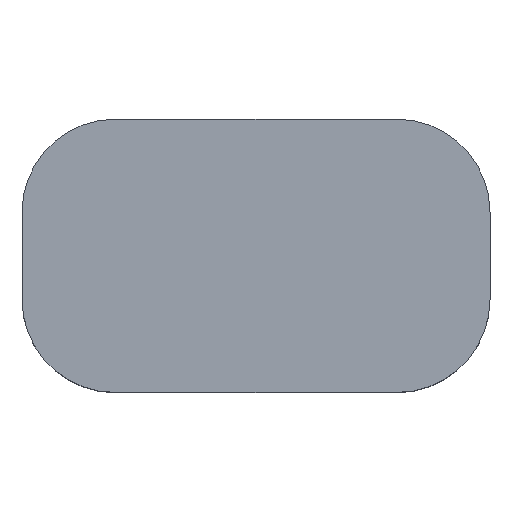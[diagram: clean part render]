
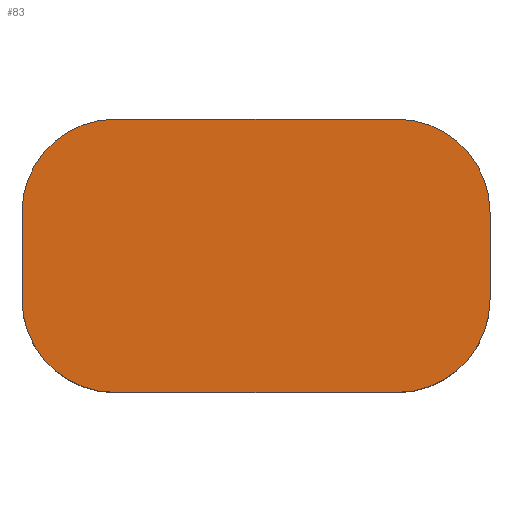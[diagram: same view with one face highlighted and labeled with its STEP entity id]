
A CAD part, top view. The second image highlights one B-rep face of the part: STEP entity #83.
In plain terms, the highlighted planar face has unit normal (0, 0, 1).
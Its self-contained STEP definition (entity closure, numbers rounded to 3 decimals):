
#5 = VECTOR ( 'NONE', #301, 1000. ) ;
#7 = AXIS2_PLACEMENT_3D ( 'NONE', #92, #252, #96 ) ;
#12 = DIRECTION ( 'NONE',  ( -1., 0., 0. ) ) ;
#20 = VERTEX_POINT ( 'NONE', #293 ) ;
#21 = DIRECTION ( 'NONE',  ( 0., 1., 0. ) ) ;
#22 = AXIS2_PLACEMENT_3D ( 'NONE', #26, #206, #75 ) ;
#24 = CIRCLE ( 'NONE', #199, 0.5 ) ;
#26 = CARTESIAN_POINT ( 'NONE',  ( 2.018, 0.5, 1. ) ) ;
#33 = FACE_OUTER_BOUND ( 'NONE', #177, .T. ) ;
#37 = DIRECTION ( 'NONE',  ( -1., 0., 0. ) ) ;
#38 = DIRECTION ( 'NONE',  ( 0., 0., -1. ) ) ;
#48 = LINE ( 'NONE', #126, #116 ) ;
#50 = EDGE_CURVE ( 'NONE', #314, #275, #102, .T. ) ;
#51 = DIRECTION ( 'NONE',  ( 0., 0., 1. ) ) ;
#55 = CARTESIAN_POINT ( 'NONE',  ( 0., 0.97, 1. ) ) ;
#64 = CARTESIAN_POINT ( 'NONE',  ( 2.018, 0.97, 1. ) ) ;
#67 = ORIENTED_EDGE ( 'NONE', *, *, #192, .T. ) ;
#70 = CARTESIAN_POINT ( 'NONE',  ( 2.018, 1.47, 1. ) ) ;
#72 = ORIENTED_EDGE ( 'NONE', *, *, #283, .T. ) ;
#75 = DIRECTION ( 'NONE',  ( -1., 0., 0. ) ) ;
#81 = VECTOR ( 'NONE', #285, 1000. ) ;
#82 = VERTEX_POINT ( 'NONE', #200 ) ;
#83 = ADVANCED_FACE ( 'NONE', ( #33 ), #270, .F. ) ;
#85 = ORIENTED_EDGE ( 'NONE', *, *, #255, .T. ) ;
#92 = CARTESIAN_POINT ( 'NONE',  ( 0.5, 0.97, 1. ) ) ;
#96 = DIRECTION ( 'NONE',  ( -1., 0., 0. ) ) ;
#99 = CARTESIAN_POINT ( 'NONE',  ( 2.518, 0.97, 1. ) ) ;
#100 = CARTESIAN_POINT ( 'NONE',  ( 0., 0.5, 1. ) ) ;
#102 = LINE ( 'NONE', #112, #5 ) ;
#106 = LINE ( 'NONE', #336, #81 ) ;
#112 = CARTESIAN_POINT ( 'NONE',  ( 0., 0.5, 1. ) ) ;
#116 = VECTOR ( 'NONE', #341, 1000. ) ;
#122 = CIRCLE ( 'NONE', #7, 0.5 ) ;
#126 = CARTESIAN_POINT ( 'NONE',  ( 0.5, 0., 1. ) ) ;
#136 = CARTESIAN_POINT ( 'NONE',  ( 0.5, 0.5, 1. ) ) ;
#142 = CIRCLE ( 'NONE', #221, 0.5 ) ;
#144 = CARTESIAN_POINT ( 'NONE',  ( 0.5, 0.5, 1. ) ) ;
#162 = VERTEX_POINT ( 'NONE', #218 ) ;
#174 = EDGE_CURVE ( 'NONE', #342, #197, #142, .T. ) ;
#177 = EDGE_LOOP ( 'NONE', ( #85, #268, #329, #231, #72, #67, #213, #207 ) ) ;
#192 = EDGE_CURVE ( 'NONE', #82, #314, #122, .T. ) ;
#197 = VERTEX_POINT ( 'NONE', #70 ) ;
#199 = AXIS2_PLACEMENT_3D ( 'NONE', #136, #51, #335 ) ;
#200 = CARTESIAN_POINT ( 'NONE',  ( 0.5, 1.47, 1. ) ) ;
#206 = DIRECTION ( 'NONE',  ( 0., 0., 1. ) ) ;
#207 = ORIENTED_EDGE ( 'NONE', *, *, #325, .T. ) ;
#213 = ORIENTED_EDGE ( 'NONE', *, *, #50, .T. ) ;
#218 = CARTESIAN_POINT ( 'NONE',  ( 2.518, 0.5, 1. ) ) ;
#221 = AXIS2_PLACEMENT_3D ( 'NONE', #64, #248, #37 ) ;
#231 = ORIENTED_EDGE ( 'NONE', *, *, #174, .T. ) ;
#232 = VECTOR ( 'NONE', #21, 1000. ) ;
#248 = DIRECTION ( 'NONE',  ( 0., 0., 1. ) ) ;
#252 = DIRECTION ( 'NONE',  ( 0., 0., 1. ) ) ;
#255 = EDGE_CURVE ( 'NONE', #292, #20, #48, .T. ) ;
#263 = EDGE_CURVE ( 'NONE', #162, #342, #264, .T. ) ;
#264 = LINE ( 'NONE', #339, #232 ) ;
#268 = ORIENTED_EDGE ( 'NONE', *, *, #316, .T. ) ;
#270 = PLANE ( 'NONE',  #294 ) ;
#275 = VERTEX_POINT ( 'NONE', #100 ) ;
#283 = EDGE_CURVE ( 'NONE', #197, #82, #106, .T. ) ;
#285 = DIRECTION ( 'NONE',  ( -1., 0., 0. ) ) ;
#292 = VERTEX_POINT ( 'NONE', #313 ) ;
#293 = CARTESIAN_POINT ( 'NONE',  ( 2.018, 0., 1. ) ) ;
#294 = AXIS2_PLACEMENT_3D ( 'NONE', #144, #38, #12 ) ;
#301 = DIRECTION ( 'NONE',  ( 0., -1., 0. ) ) ;
#313 = CARTESIAN_POINT ( 'NONE',  ( 0.5, 0., 1. ) ) ;
#314 = VERTEX_POINT ( 'NONE', #55 ) ;
#316 = EDGE_CURVE ( 'NONE', #20, #162, #326, .T. ) ;
#325 = EDGE_CURVE ( 'NONE', #275, #292, #24, .T. ) ;
#326 = CIRCLE ( 'NONE', #22, 0.5 ) ;
#329 = ORIENTED_EDGE ( 'NONE', *, *, #263, .T. ) ;
#335 = DIRECTION ( 'NONE',  ( -1., 0., 0. ) ) ;
#336 = CARTESIAN_POINT ( 'NONE',  ( 0.5, 1.47, 1. ) ) ;
#339 = CARTESIAN_POINT ( 'NONE',  ( 2.518, 0.5, 1. ) ) ;
#341 = DIRECTION ( 'NONE',  ( 1., 0., 0. ) ) ;
#342 = VERTEX_POINT ( 'NONE', #99 ) ;
